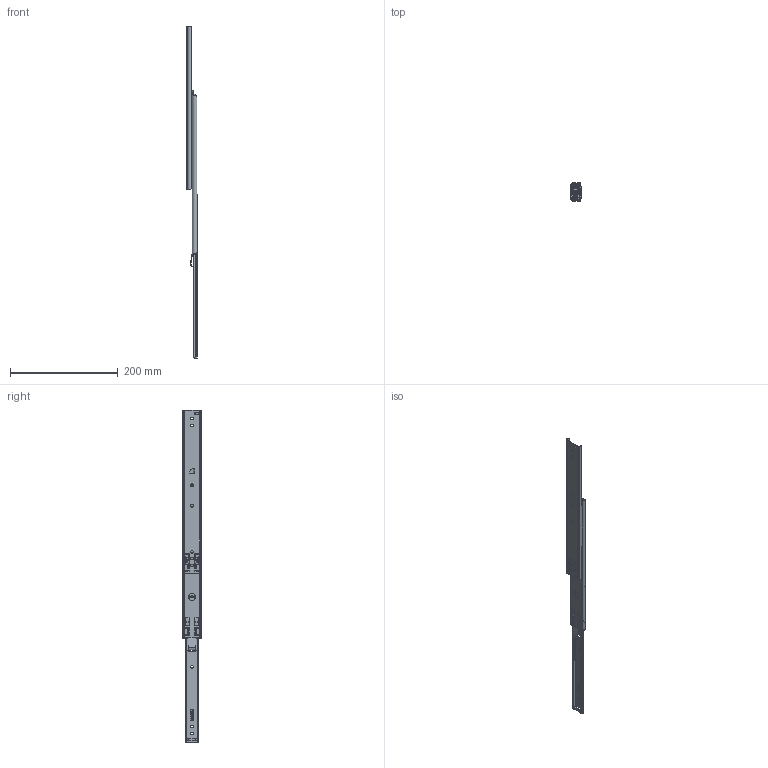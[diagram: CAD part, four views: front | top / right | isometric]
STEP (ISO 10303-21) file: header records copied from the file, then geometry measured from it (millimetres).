
FILE_DESCRIPTION(/* description */ ('Überauszug Serie 044 305x316'),/* implementation_level */ '2;1');
FILE_NAME(/* name */ '07000058001.stp',/* time_stamp */ '2020-06-17T13:16:54+02:00',/* author */ ('Dennis Bruder'),/* organization */ (''),/* preprocessor_version */ 'ST-DEVELOPER v18',/* originating_system */ 'Autodesk Inventor 2020',/* authorisation */ '');
FILE_SCHEMA (('AUTOMOTIVE_DESIGN { 1 0 10303 214 3 1 1 }'));
Products named in the file (1): 07000058001
Bounding box: 19 x 35.2 x 617 mm (x, y, z)
Volume: 74335.9 mm3; surface area: 118562.7 mm2
Topology: 58 solids, 58 shells, 3366 faces, 10089 edges, 6532 vertices
Faces by surface type: plane 1348, cylinder 830, bspline 583, cone 288, torus 259, sphere 58
Full cylindrical faces by diameter (mm): 4 x15, 4.5 x1, 4.6 x1, 4.9 x3, 5 x3, 5.1 x1, 6 x1, 6.1 x2, 8 x1, 8.2 x2, 14 x6
Entity records: 137948 total; most frequent: CARTESIAN_POINT 49778, ORIENTED_EDGE 19502, DIRECTION 15688, EDGE_CURVE 9751, VERTEX_POINT 6428, AXIS2_PLACEMENT_3D 5781, LINE 4126, VECTOR 4126
